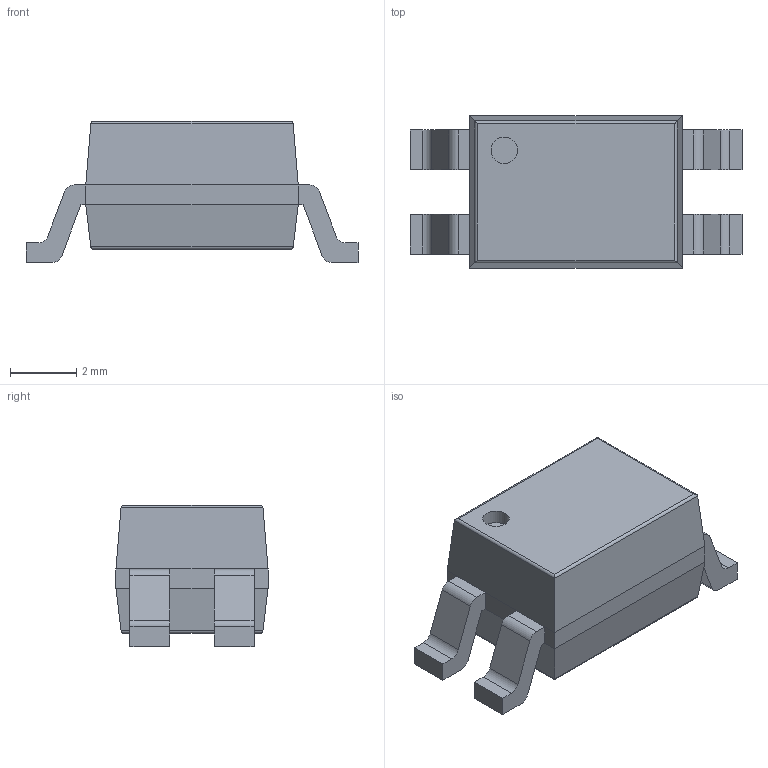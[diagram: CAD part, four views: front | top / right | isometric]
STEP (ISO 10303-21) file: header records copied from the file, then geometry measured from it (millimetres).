
FILE_DESCRIPTION(/* description */ (''),/* implementation_level */ '2;1');
FILE_NAME(/* name */ 'TLP241A_TP1,F.step',/* time_stamp */ '2020-12-01T15:23:36+02:00',/* author */ (''),/* organization */ (''),/* preprocessor_version */ 'ST-DEVELOPER v18.1',/* originating_system */ 'Autodesk Translation Framework v9.3.0.1241',/* authorisation */ '');
FILE_SCHEMA (('AUTOMOTIVE_DESIGN { 1 0 10303 214 3 1 1 }'));
Length unit declared in the file: millimetre
Products named in the file (3): (Unsaved); Body; PinsArrayLR
Assembly tree (2 placements, depth 2):
  (Unsaved)
    Body
    PinsArrayLR
Bounding box: 10 x 4.58 x 4.25 mm (x, y, z)
Volume: 115.6 mm3; surface area: 182.7 mm2
Topology: 5 solids, 5 shells, 76 faces, 179 edges, 114 vertices
Faces by surface type: plane 55, cylinder 21
Full cylindrical faces by diameter (mm): 0.8 x1
Entity records: 2245 total; most frequent: DIRECTION 375, CARTESIAN_POINT 374, ORIENTED_EDGE 358, EDGE_CURVE 179, LINE 145, VECTOR 145, AXIS2_PLACEMENT_3D 115, VERTEX_POINT 114
